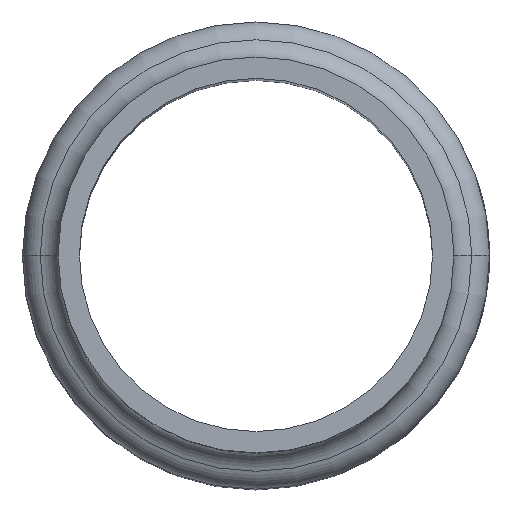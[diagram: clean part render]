
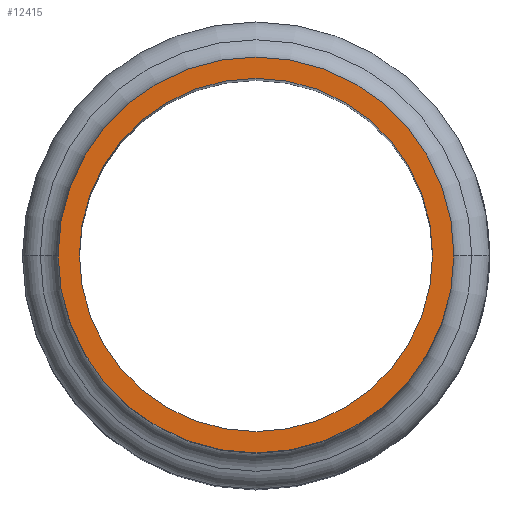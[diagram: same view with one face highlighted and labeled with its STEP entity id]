
A CAD part, top view. The second image highlights one B-rep face of the part: STEP entity #12415.
In plain terms, the highlighted planar face has unit normal (0, 0, 1).
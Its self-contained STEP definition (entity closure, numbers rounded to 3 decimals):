
#217 = CIRCLE ( 'NONE', #16198, 21.55 ) ;
#427 = CIRCLE ( 'NONE', #16864, 24.15 ) ;
#713 = ORIENTED_EDGE ( 'NONE', *, *, #1249, .F. ) ;
#730 = CARTESIAN_POINT ( 'NONE',  ( 0., 0., 0. ) ) ;
#1040 = DIRECTION ( 'NONE',  ( 1., 0., 0. ) ) ;
#1041 = CARTESIAN_POINT ( 'NONE',  ( 0., 0., 0. ) ) ;
#1249 = EDGE_CURVE ( 'NONE', #11154, #21999, #7647, .T. ) ;
#2105 = EDGE_CURVE ( 'NONE', #14134, #21610, #427, .T. ) ;
#2616 = AXIS2_PLACEMENT_3D ( 'NONE', #1041, #3046, #7343 ) ;
#3046 = DIRECTION ( 'NONE',  ( 0., 0., 1. ) ) ;
#3189 = DIRECTION ( 'NONE',  ( 0., 0., 1. ) ) ;
#5388 = EDGE_CURVE ( 'NONE', #21999, #11154, #217, .T. ) ;
#7343 = DIRECTION ( 'NONE',  ( 1., 0., 0. ) ) ;
#7647 = CIRCLE ( 'NONE', #2616, 21.55 ) ;
#8021 = PLANE ( 'NONE',  #9433 ) ;
#8663 = DIRECTION ( 'NONE',  ( -1., 0., 0. ) ) ;
#9433 = AXIS2_PLACEMENT_3D ( 'NONE', #27479, #19513, #8663 ) ;
#10385 = ORIENTED_EDGE ( 'NONE', *, *, #20057, .T. ) ;
#10602 = DIRECTION ( 'NONE',  ( 1., 0., 0. ) ) ;
#11154 = VERTEX_POINT ( 'NONE', #16293 ) ;
#12415 = ADVANCED_FACE ( 'NONE', ( #18880, #27613 ), #8021, .F. ) ;
#12688 = ORIENTED_EDGE ( 'NONE', *, *, #2105, .T. ) ;
#13760 = DIRECTION ( 'NONE',  ( 1., 0., 0. ) ) ;
#14134 = VERTEX_POINT ( 'NONE', #15041 ) ;
#14901 = CARTESIAN_POINT ( 'NONE',  ( 0., 0., 0. ) ) ;
#15041 = CARTESIAN_POINT ( 'NONE',  ( 24.15, 0., 0. ) ) ;
#16198 = AXIS2_PLACEMENT_3D ( 'NONE', #730, #20469, #13760 ) ;
#16293 = CARTESIAN_POINT ( 'NONE',  ( 21.55, 0., 0. ) ) ;
#16864 = AXIS2_PLACEMENT_3D ( 'NONE', #14901, #21334, #10602 ) ;
#18642 = CARTESIAN_POINT ( 'NONE',  ( -21.55, 0., 0. ) ) ;
#18880 = FACE_BOUND ( 'NONE', #23315, .T. ) ;
#19513 = DIRECTION ( 'NONE',  ( 0., 0., -1. ) ) ;
#20057 = EDGE_CURVE ( 'NONE', #21610, #14134, #25609, .T. ) ;
#20469 = DIRECTION ( 'NONE',  ( 0., 0., 1. ) ) ;
#21334 = DIRECTION ( 'NONE',  ( 0., 0., 1. ) ) ;
#21610 = VERTEX_POINT ( 'NONE', #27491 ) ;
#21773 = ORIENTED_EDGE ( 'NONE', *, *, #5388, .F. ) ;
#21999 = VERTEX_POINT ( 'NONE', #18642 ) ;
#22774 = CARTESIAN_POINT ( 'NONE',  ( 0., 0., 0. ) ) ;
#22892 = AXIS2_PLACEMENT_3D ( 'NONE', #22774, #3189, #1040 ) ;
#23315 = EDGE_LOOP ( 'NONE', ( #713, #21773 ) ) ;
#25609 = CIRCLE ( 'NONE', #22892, 24.15 ) ;
#27378 = EDGE_LOOP ( 'NONE', ( #12688, #10385 ) ) ;
#27479 = CARTESIAN_POINT ( 'NONE',  ( 0., 22.55, 0. ) ) ;
#27491 = CARTESIAN_POINT ( 'NONE',  ( -24.15, 0., 0. ) ) ;
#27613 = FACE_OUTER_BOUND ( 'NONE', #27378, .T. ) ;
